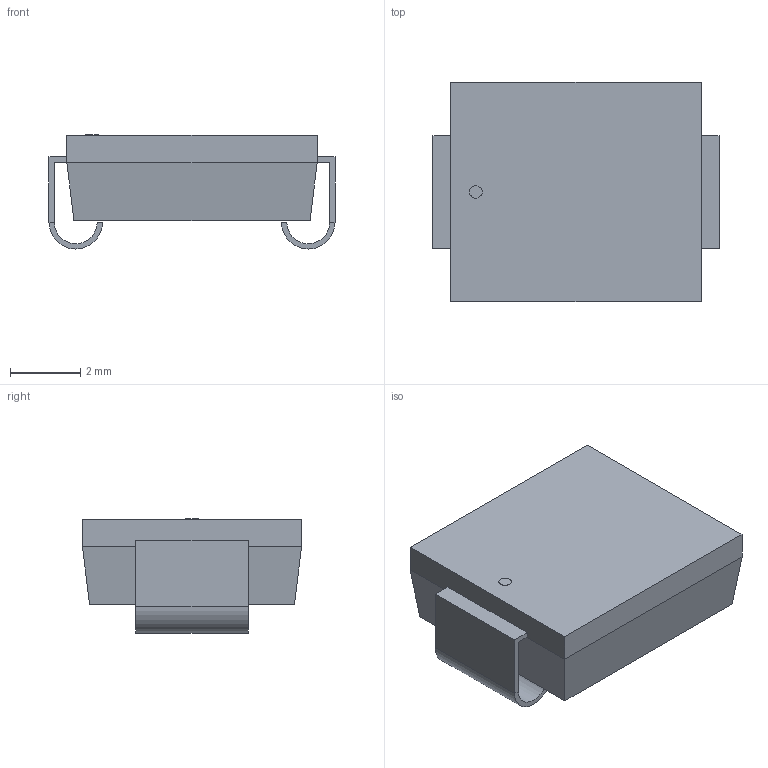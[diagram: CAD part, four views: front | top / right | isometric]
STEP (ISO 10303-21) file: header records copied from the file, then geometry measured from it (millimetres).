
FILE_DESCRIPTION(('STEP AP214'),'1');
FILE_NAME('SMC_STM','2021-04-14T15:29:08',(''),(''),'','','');
FILE_SCHEMA(('AUTOMOTIVE_DESIGN'));
Length unit declared in the file: millimetre
Products named in the file (1): product
Bounding box: 8.15 x 6.25 x 3.25 mm (x, y, z)
Volume: 108.7 mm3; surface area: 209.1 mm2
Topology: 4 solids, 4 shells, 37 faces, 75 edges, 46 vertices
Faces by surface type: plane 32, cylinder 5
Full cylindrical faces by diameter (mm): 0.357 x1
Entity records: 956 total; most frequent: DIRECTION 162, ORIENTED_EDGE 148, CARTESIAN_POINT 91, EDGE_CURVE 74, LINE 64, VECTOR 64, AXIS2_PLACEMENT_3D 49, VERTEX_POINT 46
